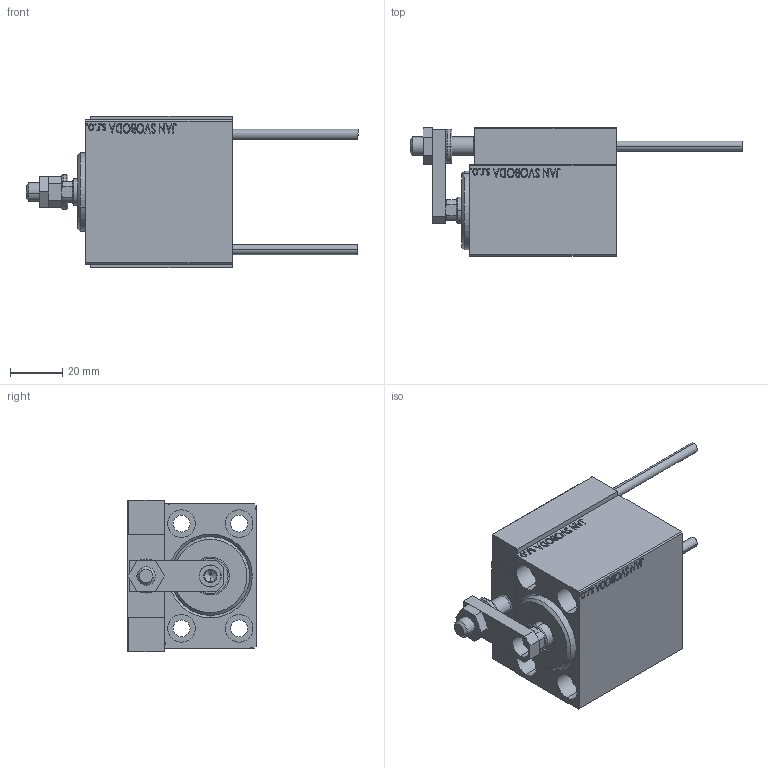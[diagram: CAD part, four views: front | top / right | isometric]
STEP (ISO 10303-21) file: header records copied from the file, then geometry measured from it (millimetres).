
FILE_DESCRIPTION (( 'STEP AP203' ), '1' );
FILE_NAME ('13fe.STEP', '2022-04-17T13:59:07', ( '' ), ( '' ), 'SwSTEP 2.0', 'SolidWorks 2019', '' );
FILE_SCHEMA (( 'CONFIG_CONTROL_DESIGN' ));
Length unit declared in the file: millimetre
Products named in the file (15): TYC_L79 77723ecb9585485f4d77ec3c33501207; KONCOVKA 77723ecb9585485f4d77ec3c33501207; V450CM_VC_B 77723ecb9585485f4d77ec3c33501207; SWITCH DIM B,W 77723ecb9585485f4d77ec3c33501207; V450CM_C_VCP 77723ecb9585485f4d77ec3c33501207; V450CM_C_Body 77723ecb9585485f4d77ec3c33501207; 13fe; SWITCH_X_FRONT_BACK 77723ecb9585485f4d77ec3c33501207; ZARAZKA 77723ecb9585485f4d77ec3c33501207; ALLEN BOLT D8 77723ecb9585485f4d77ec3c33501207; NUT_D12 77723ecb9585485f4d77ec3c33501207; ALLEN BOLT D5 77723ecb9585485f4d77ec3c33501207; Block 77723ecb9585485f4d77ec3c33501207; SWITCH X 77723ecb9585485f4d77ec3c33501207; MAGNET 77723ecb9585485f4d77ec3c33501207
Assembly tree (24 placements, depth 3):
  13fe
    V450CM_C_Body 77723ecb9585485f4d77ec3c33501207
    SWITCH X 77723ecb9585485f4d77ec3c33501207
      SWITCH_X_FRONT_BACK 77723ecb9585485f4d77ec3c33501207  x2
      TYC_L79 77723ecb9585485f4d77ec3c33501207
      Block 77723ecb9585485f4d77ec3c33501207  x2
      ALLEN BOLT D5 77723ecb9585485f4d77ec3c33501207  x4
      ALLEN BOLT D8 77723ecb9585485f4d77ec3c33501207  x4
      MAGNET 77723ecb9585485f4d77ec3c33501207  x2
      KONCOVKA 77723ecb9585485f4d77ec3c33501207  x2
    NUT_D12 77723ecb9585485f4d77ec3c33501207
    SWITCH DIM B,W 77723ecb9585485f4d77ec3c33501207
    ZARAZKA 77723ecb9585485f4d77ec3c33501207
    V450CM_C_VCP 77723ecb9585485f4d77ec3c33501207
    V450CM_VC_B 77723ecb9585485f4d77ec3c33501207
Bounding box: 126.7 x 49 x 58 mm (x, y, z)
Volume: 135998.8 mm3; surface area: 50796.6 mm2
Topology: 23 solids, 23 shells, 1285 faces, 3079 edges, 1969 vertices
Faces by surface type: plane 561, bspline 380, cylinder 190, cone 106, torus 44, sphere 4
Entity records: 50356 total; most frequent: CARTESIAN_POINT 25998, ORIENTED_EDGE 5178, DIRECTION 3477, EDGE_CURVE 2589, VERTEX_POINT 1693, LINE 1489, VECTOR 1489, EDGE_LOOP 1196
